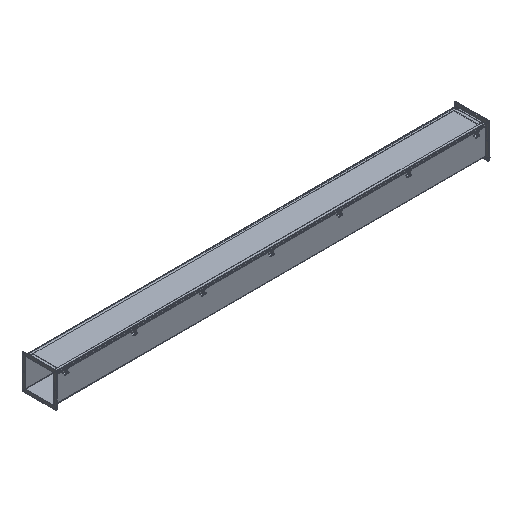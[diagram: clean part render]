
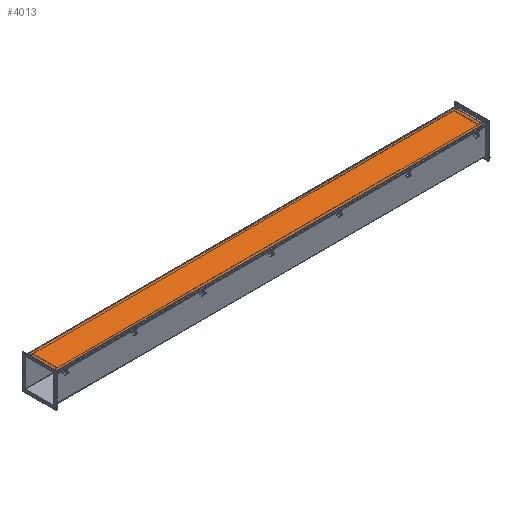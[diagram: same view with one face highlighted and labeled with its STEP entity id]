
A CAD part, isometric view. The second image highlights one B-rep face of the part: STEP entity #4013.
In plain terms, the highlighted planar face has unit normal (0, 0, 1).
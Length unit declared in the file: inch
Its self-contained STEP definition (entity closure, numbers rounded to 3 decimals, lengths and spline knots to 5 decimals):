
#773 = PLANE ( 'NONE',  #30984 ) ;
#903 = CARTESIAN_POINT ( 'NONE',  ( -59.234, 4.07957, 8.172 ) ) ;
#1996 = VERTEX_POINT ( 'NONE', #37381 ) ;
#2243 = CARTESIAN_POINT ( 'NONE',  ( -59.234, -4.07943, 8.172 ) ) ;
#3185 = VERTEX_POINT ( 'NONE', #6360 ) ;
#4013 = ADVANCED_FACE ( 'NONE', ( #12593 ), #773, .T. ) ;
#5588 = ORIENTED_EDGE ( 'NONE', *, *, #17384, .T. ) ;
#6360 = CARTESIAN_POINT ( 'NONE',  ( 59.234, -4.07943, 8.172 ) ) ;
#6834 = DIRECTION ( 'NONE',  ( 0., 1., 0. ) ) ;
#7791 = CARTESIAN_POINT ( 'NONE',  ( 59.234, 4.18757, 8.172 ) ) ;
#9354 = DIRECTION ( 'NONE',  ( 1., 0., 0. ) ) ;
#10127 = CARTESIAN_POINT ( 'NONE',  ( -59.234, 4.07957, 8.172 ) ) ;
#12593 = FACE_OUTER_BOUND ( 'NONE', #27619, .T. ) ;
#13180 = DIRECTION ( 'NONE',  ( 0., 0., 1. ) ) ;
#13193 = EDGE_CURVE ( 'NONE', #26479, #1996, #35045, .T. ) ;
#14192 = VERTEX_POINT ( 'NONE', #2243 ) ;
#15482 = DIRECTION ( 'NONE',  ( 1., 0., 0. ) ) ;
#16468 = VECTOR ( 'NONE', #32735, 39.37008 ) ;
#17384 = EDGE_CURVE ( 'NONE', #3185, #1996, #29510, .T. ) ;
#17649 = ORIENTED_EDGE ( 'NONE', *, *, #34540, .F. ) ;
#19599 = LINE ( 'NONE', #22865, #23532 ) ;
#20291 = VECTOR ( 'NONE', #31592, 39.37008 ) ;
#21193 = LINE ( 'NONE', #33950, #26651 ) ;
#22865 = CARTESIAN_POINT ( 'NONE',  ( -59.234, -4.18743, 8.172 ) ) ;
#23304 = ORIENTED_EDGE ( 'NONE', *, *, #13193, .F. ) ;
#23532 = VECTOR ( 'NONE', #6834, 39.37008 ) ;
#25674 = ORIENTED_EDGE ( 'NONE', *, *, #30148, .T. ) ;
#26479 = VERTEX_POINT ( 'NONE', #903 ) ;
#26651 = VECTOR ( 'NONE', #15482, 39.37008 ) ;
#27619 = EDGE_LOOP ( 'NONE', ( #17649, #25674, #5588, #23304 ) ) ;
#28364 = CARTESIAN_POINT ( 'NONE',  ( -59.234, -4.18743, 8.172 ) ) ;
#29510 = LINE ( 'NONE', #7791, #16468 ) ;
#30148 = EDGE_CURVE ( 'NONE', #14192, #3185, #21193, .T. ) ;
#30984 = AXIS2_PLACEMENT_3D ( 'NONE', #28364, #13180, #9354 ) ;
#31592 = DIRECTION ( 'NONE',  ( 1., 0., 0. ) ) ;
#32735 = DIRECTION ( 'NONE',  ( 0., 1., 0. ) ) ;
#33950 = CARTESIAN_POINT ( 'NONE',  ( -59.234, -4.07943, 8.172 ) ) ;
#34540 = EDGE_CURVE ( 'NONE', #14192, #26479, #19599, .T. ) ;
#35045 = LINE ( 'NONE', #10127, #20291 ) ;
#37381 = CARTESIAN_POINT ( 'NONE',  ( 59.234, 4.07957, 8.172 ) ) ;
